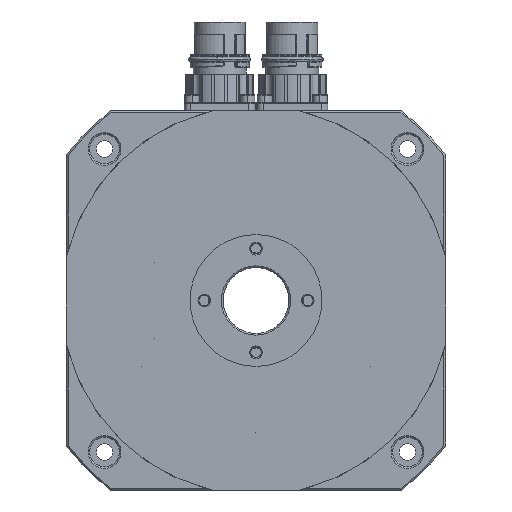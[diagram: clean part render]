
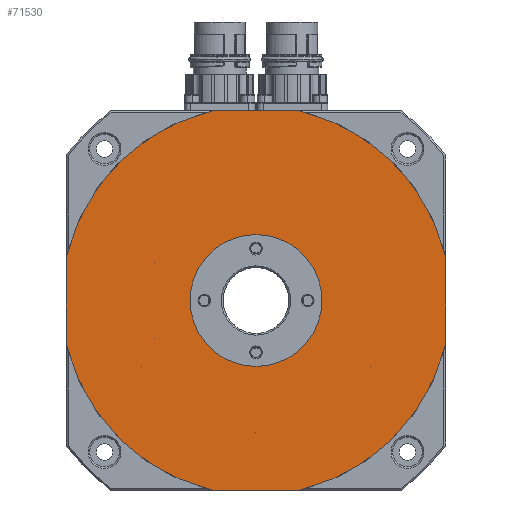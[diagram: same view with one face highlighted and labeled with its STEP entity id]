
A CAD part, left-side view. The second image highlights one B-rep face of the part: STEP entity #71530.
In plain terms, the highlighted planar face has unit normal (-1, 0, 0).
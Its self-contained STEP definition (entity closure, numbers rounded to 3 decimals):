
#85 = VERTEX_POINT ( 'NONE', #41771 ) ;
#1454 = CARTESIAN_POINT ( 'NONE',  ( -31.5, 0., -20. ) ) ;
#1886 = EDGE_CURVE ( 'NONE', #26146, #22486, #57412, .T. ) ;
#2877 = CARTESIAN_POINT ( 'NONE',  ( -31.5, 0., 0. ) ) ;
#2887 = ORIENTED_EDGE ( 'NONE', *, *, #19577, .T. ) ;
#4010 = LINE ( 'NONE', #97350, #25284 ) ;
#5351 = VECTOR ( 'NONE', #5559, 1000. ) ;
#5559 = DIRECTION ( 'NONE',  ( 0., 0., -1. ) ) ;
#12367 = CARTESIAN_POINT ( 'NONE',  ( -31.5, 57.5, -13.219 ) ) ;
#15158 = DIRECTION ( 'NONE',  ( 0., -1., 0. ) ) ;
#15480 = CARTESIAN_POINT ( 'NONE',  ( -31.5, 57.5, 57.5 ) ) ;
#19271 = VERTEX_POINT ( 'NONE', #12367 ) ;
#19577 = EDGE_CURVE ( 'NONE', #24467, #96540, #83316, .T. ) ;
#19678 = CIRCLE ( 'NONE', #72850, 59. ) ;
#21974 = CARTESIAN_POINT ( 'NONE',  ( -31.5, 57.5, 13.219 ) ) ;
#22486 = VERTEX_POINT ( 'NONE', #102943 ) ;
#22875 = EDGE_CURVE ( 'NONE', #85, #24467, #4010, .T. ) ;
#22979 = CARTESIAN_POINT ( 'NONE',  ( -31.5, -57.5, 13.219 ) ) ;
#23718 = EDGE_CURVE ( 'NONE', #60756, #69069, #25766, .T. ) ;
#24467 = VERTEX_POINT ( 'NONE', #71522 ) ;
#25284 = VECTOR ( 'NONE', #15158, 1000. ) ;
#25467 = FACE_OUTER_BOUND ( 'NONE', #65080, .T. ) ;
#25766 = CIRCLE ( 'NONE', #45629, 20. ) ;
#25918 = CARTESIAN_POINT ( 'NONE',  ( -31.5, 0., 0. ) ) ;
#26146 = VERTEX_POINT ( 'NONE', #22979 ) ;
#26298 = DIRECTION ( 'NONE',  ( -1., 0., 0. ) ) ;
#26591 = CARTESIAN_POINT ( 'NONE',  ( -31.5, -57.5, -13.219 ) ) ;
#35134 = ORIENTED_EDGE ( 'NONE', *, *, #23718, .F. ) ;
#38553 = AXIS2_PLACEMENT_3D ( 'NONE', #103938, #59176, #77553 ) ;
#39012 = CIRCLE ( 'NONE', #101195, 20. ) ;
#41771 = CARTESIAN_POINT ( 'NONE',  ( -31.5, 13.219, -57.5 ) ) ;
#41953 = EDGE_LOOP ( 'NONE', ( #35134, #75310 ) ) ;
#42066 = AXIS2_PLACEMENT_3D ( 'NONE', #109320, #44668, #54997 ) ;
#42123 = AXIS2_PLACEMENT_3D ( 'NONE', #110743, #101571, #103126 ) ;
#44668 = DIRECTION ( 'NONE',  ( -1., 0., 0. ) ) ;
#45629 = AXIS2_PLACEMENT_3D ( 'NONE', #114384, #94457, #48942 ) ;
#48875 = DIRECTION ( 'NONE',  ( 0., 0., 1. ) ) ;
#48942 = DIRECTION ( 'NONE',  ( 0., 0., 1. ) ) ;
#54239 = EDGE_CURVE ( 'NONE', #59786, #104135, #19678, .T. ) ;
#54997 = DIRECTION ( 'NONE',  ( 0., 0., 1. ) ) ;
#57412 = CIRCLE ( 'NONE', #66480, 59. ) ;
#57815 = DIRECTION ( 'NONE',  ( 0., 0., 1. ) ) ;
#57947 = ORIENTED_EDGE ( 'NONE', *, *, #92739, .T. ) ;
#58629 = DIRECTION ( 'NONE',  ( -1., 0., 0. ) ) ;
#58818 = CARTESIAN_POINT ( 'NONE',  ( -31.5, 0., 0. ) ) ;
#59176 = DIRECTION ( 'NONE',  ( -1., 0., 0. ) ) ;
#59188 = DIRECTION ( 'NONE',  ( -1., 0., 0. ) ) ;
#59786 = VERTEX_POINT ( 'NONE', #91088 ) ;
#60756 = VERTEX_POINT ( 'NONE', #1454 ) ;
#61200 = EDGE_CURVE ( 'NONE', #69069, #60756, #39012, .T. ) ;
#61562 = DIRECTION ( 'NONE',  ( 0., 1., 0. ) ) ;
#62076 = LINE ( 'NONE', #71543, #64964 ) ;
#62428 = ORIENTED_EDGE ( 'NONE', *, *, #76234, .T. ) ;
#62717 = ORIENTED_EDGE ( 'NONE', *, *, #22875, .T. ) ;
#63710 = ORIENTED_EDGE ( 'NONE', *, *, #1886, .T. ) ;
#64964 = VECTOR ( 'NONE', #61562, 1000. ) ;
#65080 = EDGE_LOOP ( 'NONE', ( #62428, #66794, #57947, #111431, #62717, #2887, #74383, #63710 ) ) ;
#65645 = VECTOR ( 'NONE', #84659, 1000. ) ;
#66480 = AXIS2_PLACEMENT_3D ( 'NONE', #58818, #59188, #48875 ) ;
#66794 = ORIENTED_EDGE ( 'NONE', *, *, #54239, .T. ) ;
#69069 = VERTEX_POINT ( 'NONE', #83251 ) ;
#71522 = CARTESIAN_POINT ( 'NONE',  ( -31.5, -13.219, -57.5 ) ) ;
#71530 = ADVANCED_FACE ( 'NONE', ( #25467, #95345 ), #72571, .T. ) ;
#71543 = CARTESIAN_POINT ( 'NONE',  ( -31.5, 57.5, 57.5 ) ) ;
#72571 = PLANE ( 'NONE',  #42066 ) ;
#72850 = AXIS2_PLACEMENT_3D ( 'NONE', #25918, #26298, #107667 ) ;
#74383 = ORIENTED_EDGE ( 'NONE', *, *, #98823, .T. ) ;
#75310 = ORIENTED_EDGE ( 'NONE', *, *, #61200, .F. ) ;
#75323 = LINE ( 'NONE', #15480, #5351 ) ;
#76234 = EDGE_CURVE ( 'NONE', #22486, #59786, #62076, .T. ) ;
#76590 = CARTESIAN_POINT ( 'NONE',  ( -31.5, -57.5, 57.5 ) ) ;
#77553 = DIRECTION ( 'NONE',  ( 0., 0., 1. ) ) ;
#81929 = CIRCLE ( 'NONE', #38553, 59. ) ;
#83251 = CARTESIAN_POINT ( 'NONE',  ( -31.5, 0., 20. ) ) ;
#83316 = CIRCLE ( 'NONE', #42123, 59. ) ;
#84659 = DIRECTION ( 'NONE',  ( 0., 0., 1. ) ) ;
#91088 = CARTESIAN_POINT ( 'NONE',  ( -31.5, 13.219, 57.5 ) ) ;
#92739 = EDGE_CURVE ( 'NONE', #104135, #19271, #75323, .T. ) ;
#92852 = LINE ( 'NONE', #76590, #65645 ) ;
#94457 = DIRECTION ( 'NONE',  ( -1., 0., 0. ) ) ;
#94942 = EDGE_CURVE ( 'NONE', #19271, #85, #81929, .T. ) ;
#95345 = FACE_BOUND ( 'NONE', #41953, .T. ) ;
#96540 = VERTEX_POINT ( 'NONE', #26591 ) ;
#97350 = CARTESIAN_POINT ( 'NONE',  ( -31.5, 57.5, -57.5 ) ) ;
#98823 = EDGE_CURVE ( 'NONE', #96540, #26146, #92852, .T. ) ;
#101195 = AXIS2_PLACEMENT_3D ( 'NONE', #2877, #58629, #57815 ) ;
#101571 = DIRECTION ( 'NONE',  ( -1., 0., 0. ) ) ;
#102943 = CARTESIAN_POINT ( 'NONE',  ( -31.5, -13.219, 57.5 ) ) ;
#103126 = DIRECTION ( 'NONE',  ( 0., 0., 1. ) ) ;
#103938 = CARTESIAN_POINT ( 'NONE',  ( -31.5, 0., 0. ) ) ;
#104135 = VERTEX_POINT ( 'NONE', #21974 ) ;
#107667 = DIRECTION ( 'NONE',  ( 0., 0., 1. ) ) ;
#109320 = CARTESIAN_POINT ( 'NONE',  ( -31.5, 0., 0. ) ) ;
#110743 = CARTESIAN_POINT ( 'NONE',  ( -31.5, 0., 0. ) ) ;
#111431 = ORIENTED_EDGE ( 'NONE', *, *, #94942, .T. ) ;
#114384 = CARTESIAN_POINT ( 'NONE',  ( -31.5, 0., 0. ) ) ;
